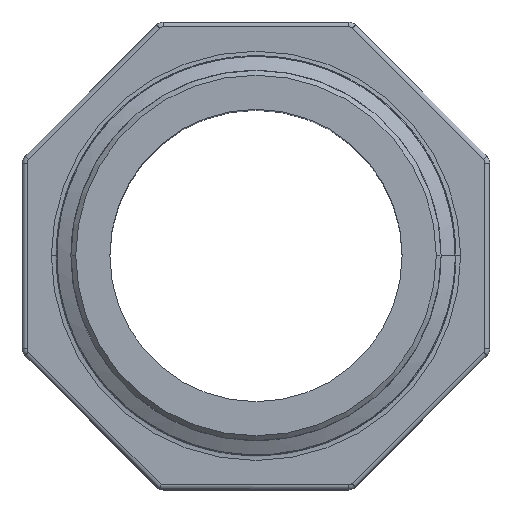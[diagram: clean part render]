
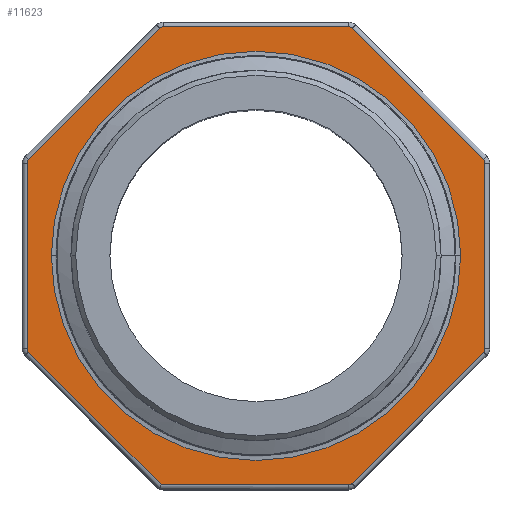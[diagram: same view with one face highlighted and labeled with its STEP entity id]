
A CAD part, top view. The second image highlights one B-rep face of the part: STEP entity #11623.
In plain terms, the highlighted planar face has unit normal (0, 0, 1).
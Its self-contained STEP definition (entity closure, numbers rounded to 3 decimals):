
#44 = VERTEX_POINT ( 'NONE', #8519 ) ;
#87 = DIRECTION ( 'NONE',  ( 1., 0., 0. ) ) ;
#226 = DIRECTION ( 'NONE',  ( 1., 0., 0. ) ) ;
#301 = DIRECTION ( 'NONE',  ( 0., 0., 1. ) ) ;
#302 = AXIS2_PLACEMENT_3D ( 'NONE', #11481, #10317, #87 ) ;
#360 = VERTEX_POINT ( 'NONE', #9864 ) ;
#647 = DIRECTION ( 'NONE',  ( 0., 0., 1. ) ) ;
#855 = EDGE_CURVE ( 'NONE', #7666, #11183, #8367, .T. ) ;
#914 = CARTESIAN_POINT ( 'NONE',  ( 9.88, 23.354, 37. ) ) ;
#932 = EDGE_CURVE ( 'NONE', #44, #8946, #10126, .T. ) ;
#1065 = DIRECTION ( 'NONE',  ( 0., 0., 1. ) ) ;
#1186 = VERTEX_POINT ( 'NONE', #5807 ) ;
#1316 = VECTOR ( 'NONE', #12890, 1000. ) ;
#1432 = ORIENTED_EDGE ( 'NONE', *, *, #12875, .T. ) ;
#1452 = ORIENTED_EDGE ( 'NONE', *, *, #7982, .T. ) ;
#1487 = EDGE_CURVE ( 'NONE', #4079, #9674, #12530, .T. ) ;
#1529 = AXIS2_PLACEMENT_3D ( 'NONE', #4163, #7235, #8354 ) ;
#1671 = EDGE_CURVE ( 'NONE', #360, #2889, #10281, .T. ) ;
#1833 = CARTESIAN_POINT ( 'NONE',  ( -23.5, -9.527, 37. ) ) ;
#1913 = EDGE_CURVE ( 'NONE', #1186, #5780, #2121, .T. ) ;
#1914 = VERTEX_POINT ( 'NONE', #8799 ) ;
#2033 = CARTESIAN_POINT ( 'NONE',  ( 23.354, 9.88, 37. ) ) ;
#2121 = CIRCLE ( 'NONE', #8172, 0.5 ) ;
#2187 = CARTESIAN_POINT ( 'NONE',  ( -23.354, 9.88, 37. ) ) ;
#2240 = CIRCLE ( 'NONE', #1529, 0.5 ) ;
#2245 = EDGE_LOOP ( 'NONE', ( #1432, #2397, #3776, #10236, #12639, #12879, #8729, #6382, #11500, #1452, #7842, #3695, #10964, #10277, #10207 ) ) ;
#2331 = EDGE_CURVE ( 'NONE', #9674, #3456, #7716, .T. ) ;
#2397 = ORIENTED_EDGE ( 'NONE', *, *, #1671, .T. ) ;
#2400 = CARTESIAN_POINT ( 'NONE',  ( 23., 9.527, 37. ) ) ;
#2660 = DIRECTION ( 'NONE',  ( 0.707, 0.707, 0. ) ) ;
#2787 = ORIENTED_EDGE ( 'NONE', *, *, #8931, .T. ) ;
#2885 = CARTESIAN_POINT ( 'NONE',  ( 9.88, 23.354, 37. ) ) ;
#2889 = VERTEX_POINT ( 'NONE', #9049 ) ;
#3078 = CARTESIAN_POINT ( 'NONE',  ( 23.354, -9.88, 37. ) ) ;
#3105 = EDGE_CURVE ( 'NONE', #10796, #7666, #5462, .T. ) ;
#3154 = CARTESIAN_POINT ( 'NONE',  ( -23., -9.527, 37. ) ) ;
#3436 = CARTESIAN_POINT ( 'NONE',  ( 0., 0., 37. ) ) ;
#3456 = VERTEX_POINT ( 'NONE', #9598 ) ;
#3479 = EDGE_CURVE ( 'NONE', #10749, #4292, #4973, .T. ) ;
#3679 = CARTESIAN_POINT ( 'NONE',  ( 0., 0., 37. ) ) ;
#3695 = ORIENTED_EDGE ( 'NONE', *, *, #855, .T. ) ;
#3750 = DIRECTION ( 'NONE',  ( 0.707, -0.707, 0. ) ) ;
#3776 = ORIENTED_EDGE ( 'NONE', *, *, #10215, .T. ) ;
#3863 = CIRCLE ( 'NONE', #7776, 0.5 ) ;
#3873 = FACE_BOUND ( 'NONE', #7642, .T. ) ;
#3990 = CARTESIAN_POINT ( 'NONE',  ( -9.527, 23.5, 37. ) ) ;
#4079 = VERTEX_POINT ( 'NONE', #2033 ) ;
#4163 = CARTESIAN_POINT ( 'NONE',  ( 23., -9.527, 37. ) ) ;
#4268 = DIRECTION ( 'NONE',  ( 1., 0., 0. ) ) ;
#4292 = VERTEX_POINT ( 'NONE', #4532 ) ;
#4368 = VECTOR ( 'NONE', #9159, 1000. ) ;
#4486 = LINE ( 'NONE', #8783, #12008 ) ;
#4532 = CARTESIAN_POINT ( 'NONE',  ( -21., 0., 37. ) ) ;
#4676 = CIRCLE ( 'NONE', #11511, 0.5 ) ;
#4695 = DIRECTION ( 'NONE',  ( 0., 1., 0. ) ) ;
#4776 = DIRECTION ( 'NONE',  ( 1., 0., 0. ) ) ;
#4973 = CIRCLE ( 'NONE', #6293, 21. ) ;
#5051 = DIRECTION ( 'NONE',  ( 1., 0., 0. ) ) ;
#5054 = EDGE_CURVE ( 'NONE', #8946, #4079, #3863, .T. ) ;
#5278 = LINE ( 'NONE', #5790, #6563 ) ;
#5462 = CIRCLE ( 'NONE', #8098, 0.5 ) ;
#5524 = DIRECTION ( 'NONE',  ( 0., 0., -1. ) ) ;
#5627 = CARTESIAN_POINT ( 'NONE',  ( 23.5, 9.527, 37. ) ) ;
#5780 = VERTEX_POINT ( 'NONE', #10174 ) ;
#5790 = CARTESIAN_POINT ( 'NONE',  ( -9.588, -23.646, 37. ) ) ;
#5807 = CARTESIAN_POINT ( 'NONE',  ( -23.5, -9.527, 37. ) ) ;
#5964 = VECTOR ( 'NONE', #10494, 1000. ) ;
#6172 = EDGE_CURVE ( 'NONE', #1914, #8536, #4486, .T. ) ;
#6293 = AXIS2_PLACEMENT_3D ( 'NONE', #8671, #9832, #7901 ) ;
#6382 = ORIENTED_EDGE ( 'NONE', *, *, #1487, .T. ) ;
#6563 = VECTOR ( 'NONE', #3750, 1000. ) ;
#6600 = EDGE_CURVE ( 'NONE', #8536, #44, #2240, .T. ) ;
#7059 = CARTESIAN_POINT ( 'NONE',  ( -9.527, 23., 37. ) ) ;
#7235 = DIRECTION ( 'NONE',  ( 0., 0., 1. ) ) ;
#7391 = DIRECTION ( 'NONE',  ( 1., 0., 0. ) ) ;
#7642 = EDGE_LOOP ( 'NONE', ( #12229, #2787 ) ) ;
#7666 = VERTEX_POINT ( 'NONE', #11400 ) ;
#7716 = CIRCLE ( 'NONE', #8620, 0.5 ) ;
#7776 = AXIS2_PLACEMENT_3D ( 'NONE', #2400, #9551, #226 ) ;
#7842 = ORIENTED_EDGE ( 'NONE', *, *, #3105, .T. ) ;
#7901 = DIRECTION ( 'NONE',  ( -1., 0., 0. ) ) ;
#7982 = EDGE_CURVE ( 'NONE', #3456, #10796, #10294, .T. ) ;
#8098 = AXIS2_PLACEMENT_3D ( 'NONE', #7059, #1065, #5051 ) ;
#8172 = AXIS2_PLACEMENT_3D ( 'NONE', #3154, #12325, #4268 ) ;
#8354 = DIRECTION ( 'NONE',  ( 1., 0., 0. ) ) ;
#8367 = LINE ( 'NONE', #9796, #1316 ) ;
#8462 = DIRECTION ( 'NONE',  ( 0., 0., 1. ) ) ;
#8519 = CARTESIAN_POINT ( 'NONE',  ( 23.5, -9.527, 37. ) ) ;
#8536 = VERTEX_POINT ( 'NONE', #3078 ) ;
#8620 = AXIS2_PLACEMENT_3D ( 'NONE', #11622, #8462, #7391 ) ;
#8671 = CARTESIAN_POINT ( 'NONE',  ( 0., 0., 37. ) ) ;
#8677 = EDGE_CURVE ( 'NONE', #11183, #10718, #11590, .T. ) ;
#8729 = ORIENTED_EDGE ( 'NONE', *, *, #5054, .T. ) ;
#8783 = CARTESIAN_POINT ( 'NONE',  ( 23.354, -9.88, 37. ) ) ;
#8799 = CARTESIAN_POINT ( 'NONE',  ( 9.88, -23.354, 37. ) ) ;
#8931 = EDGE_CURVE ( 'NONE', #4292, #10749, #13178, .T. ) ;
#8946 = VERTEX_POINT ( 'NONE', #11525 ) ;
#8986 = DIRECTION ( 'NONE',  ( 0., -1., 0. ) ) ;
#9049 = CARTESIAN_POINT ( 'NONE',  ( 9.527, -23.5, 37. ) ) ;
#9159 = DIRECTION ( 'NONE',  ( -0.707, 0.707, 0. ) ) ;
#9551 = DIRECTION ( 'NONE',  ( 0., 0., 1. ) ) ;
#9598 = CARTESIAN_POINT ( 'NONE',  ( 9.527, 23.5, 37. ) ) ;
#9637 = DIRECTION ( 'NONE',  ( -1., 0., 0. ) ) ;
#9650 = DIRECTION ( 'NONE',  ( 1., 0., 0. ) ) ;
#9674 = VERTEX_POINT ( 'NONE', #2885 ) ;
#9796 = CARTESIAN_POINT ( 'NONE',  ( -23.354, 9.88, 37. ) ) ;
#9832 = DIRECTION ( 'NONE',  ( 0., 0., -1. ) ) ;
#9864 = CARTESIAN_POINT ( 'NONE',  ( -9.734, -23.5, 37. ) ) ;
#9949 = LINE ( 'NONE', #1833, #12348 ) ;
#10064 = CARTESIAN_POINT ( 'NONE',  ( -23.5, 9.527, 37. ) ) ;
#10103 = FACE_OUTER_BOUND ( 'NONE', #2245, .T. ) ;
#10111 = CARTESIAN_POINT ( 'NONE',  ( 21., 0., 37. ) ) ;
#10126 = LINE ( 'NONE', #5627, #11425 ) ;
#10174 = CARTESIAN_POINT ( 'NONE',  ( -23.354, -9.88, 37. ) ) ;
#10207 = ORIENTED_EDGE ( 'NONE', *, *, #1913, .T. ) ;
#10215 = EDGE_CURVE ( 'NONE', #2889, #1914, #4676, .T. ) ;
#10236 = ORIENTED_EDGE ( 'NONE', *, *, #6172, .T. ) ;
#10277 = ORIENTED_EDGE ( 'NONE', *, *, #11866, .T. ) ;
#10281 = LINE ( 'NONE', #11724, #11741 ) ;
#10294 = LINE ( 'NONE', #12595, #5964 ) ;
#10317 = DIRECTION ( 'NONE',  ( 0., 0., 1. ) ) ;
#10494 = DIRECTION ( 'NONE',  ( -1., 0., 0. ) ) ;
#10671 = CARTESIAN_POINT ( 'NONE',  ( 9.527, -23., 37. ) ) ;
#10718 = VERTEX_POINT ( 'NONE', #10064 ) ;
#10749 = VERTEX_POINT ( 'NONE', #10111 ) ;
#10796 = VERTEX_POINT ( 'NONE', #3990 ) ;
#10881 = AXIS2_PLACEMENT_3D ( 'NONE', #3436, #5524, #9637 ) ;
#10964 = ORIENTED_EDGE ( 'NONE', *, *, #8677, .T. ) ;
#11183 = VERTEX_POINT ( 'NONE', #2187 ) ;
#11400 = CARTESIAN_POINT ( 'NONE',  ( -9.88, 23.354, 37. ) ) ;
#11425 = VECTOR ( 'NONE', #4695, 1000. ) ;
#11435 = AXIS2_PLACEMENT_3D ( 'NONE', #3679, #647, #4776 ) ;
#11481 = CARTESIAN_POINT ( 'NONE',  ( -23., 9.527, 37. ) ) ;
#11500 = ORIENTED_EDGE ( 'NONE', *, *, #2331, .T. ) ;
#11511 = AXIS2_PLACEMENT_3D ( 'NONE', #10671, #301, #12735 ) ;
#11525 = CARTESIAN_POINT ( 'NONE',  ( 23.5, 9.527, 37. ) ) ;
#11590 = CIRCLE ( 'NONE', #302, 0.5 ) ;
#11622 = CARTESIAN_POINT ( 'NONE',  ( 9.527, 23., 37. ) ) ;
#11623 = ADVANCED_FACE ( 'NONE', ( #10103, #3873 ), #12663, .T. ) ;
#11724 = CARTESIAN_POINT ( 'NONE',  ( 9.527, -23.5, 37. ) ) ;
#11741 = VECTOR ( 'NONE', #9650, 1000. ) ;
#11866 = EDGE_CURVE ( 'NONE', #10718, #1186, #9949, .T. ) ;
#12008 = VECTOR ( 'NONE', #2660, 1000. ) ;
#12229 = ORIENTED_EDGE ( 'NONE', *, *, #3479, .T. ) ;
#12325 = DIRECTION ( 'NONE',  ( 0., 0., 1. ) ) ;
#12348 = VECTOR ( 'NONE', #8986, 1000. ) ;
#12530 = LINE ( 'NONE', #914, #4368 ) ;
#12595 = CARTESIAN_POINT ( 'NONE',  ( -9.527, 23.5, 37. ) ) ;
#12639 = ORIENTED_EDGE ( 'NONE', *, *, #6600, .T. ) ;
#12663 = PLANE ( 'NONE',  #11435 ) ;
#12735 = DIRECTION ( 'NONE',  ( 1., 0., 0. ) ) ;
#12875 = EDGE_CURVE ( 'NONE', #5780, #360, #5278, .T. ) ;
#12879 = ORIENTED_EDGE ( 'NONE', *, *, #932, .T. ) ;
#12890 = DIRECTION ( 'NONE',  ( -0.707, -0.707, 0. ) ) ;
#13178 = CIRCLE ( 'NONE', #10881, 21. ) ;
